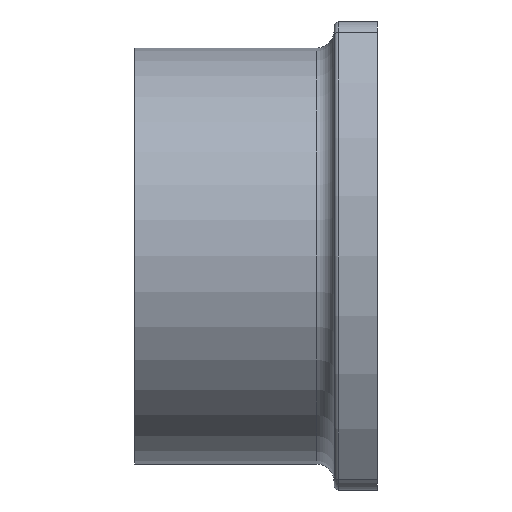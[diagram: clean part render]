
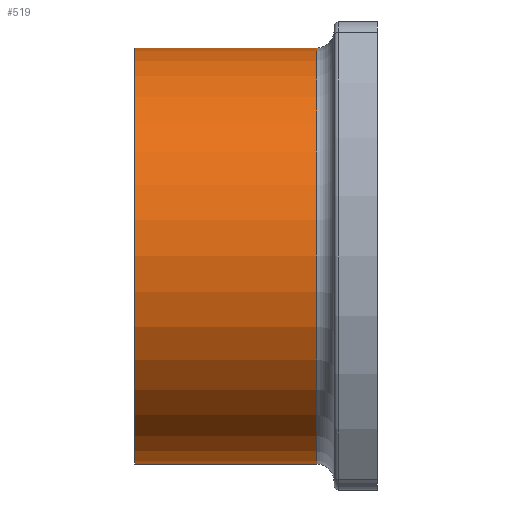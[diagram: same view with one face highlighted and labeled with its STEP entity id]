
A CAD part, left-side view. The second image highlights one B-rep face of the part: STEP entity #519.
In plain terms, the highlighted cylindrical face has radius 24 mm (diameter 48 mm), a full revolution.
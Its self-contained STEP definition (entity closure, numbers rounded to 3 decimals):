
#324 = CIRCLE ( 'NONE', #1723, 24. ) ;
#519 = ADVANCED_FACE ( 'NONE', ( #8204, #9789, #9934 ), #4133, .T. ) ;
#770 = CARTESIAN_POINT ( 'NONE',  ( 23.942, 16.718, 1.669 ) ) ;
#815 = CARTESIAN_POINT ( 'NONE',  ( 23.978, 16.165, -1.057 ) ) ;
#861 = CARTESIAN_POINT ( 'NONE',  ( 24., 15.9, 0.136 ) ) ;
#1305 = ORIENTED_EDGE ( 'NONE', *, *, #8930, .T. ) ;
#1350 = CARTESIAN_POINT ( 'NONE',  ( 0., 28., 0. ) ) ;
#1611 = CARTESIAN_POINT ( 'NONE',  ( 23.966, 19.669, 1.282 ) ) ;
#1645 = CARTESIAN_POINT ( 'NONE',  ( 23.994, 15.967, 0.544 ) ) ;
#1690 = CARTESIAN_POINT ( 'NONE',  ( 23.942, 16.72, -1.67 ) ) ;
#1723 = AXIS2_PLACEMENT_3D ( 'NONE', #1350, #5927, #8657 ) ;
#1729 = CARTESIAN_POINT ( 'NONE',  ( 23.909, 17.723, 2.086 ) ) ;
#1765 = CARTESIAN_POINT ( 'NONE',  ( 23.999, 20.087, -0.273 ) ) ;
#1890 = DIRECTION ( 'NONE',  ( 0., 1., 0. ) ) ;
#1980 = CARTESIAN_POINT ( 'NONE',  ( 23.931, 19.055, -1.821 ) ) ;
#2413 = B_SPLINE_CURVE_WITH_KNOTS ( 'NONE', 3,
 ( #4387, #11901, #8223, #2596, #6358, #2716, #10891, #1690, #8180, #5327, #815, #3549, #2668, #861, #2555, #1645, #10023, #10971, #7296, #9037, #6313, #11823, #770, #6266, #3508, #8143, #10924, #1729, #7341, #9079, #3590, #7261, #2629, #9157, #1611, #10065, #5295, #4509, #3478, #11007, #5454, #11936, #1765, #6397, #6232, #8264, #9187, #3625, #10108, #4556, #7173, #1980, #3820, #10318, #12017, #11165 ),
 .UNSPECIFIED., .T., .F.,
 ( 4, 2, 2, 2, 2, 2, 2, 2, 2, 2, 2, 2, 2, 2, 2, 2, 2, 2, 2, 2, 2, 2, 2, 2, 2, 2, 2, 4 ),
 ( 0., 0., 0.001, 0.001, 0.002, 0.002, 0.003, 0.004, 0.004, 0.005, 0.005, 0.005, 0.006, 0.006, 0.007, 0.007, 0.008, 0.009, 0.009, 0.009, 0.01, 0.01, 0.011, 0.011, 0.011, 0.012, 0.012, 0.013 ),
 .UNSPECIFIED. ) ;
#2555 = CARTESIAN_POINT ( 'NONE',  ( 23.999, 15.914, 0.275 ) ) ;
#2596 = CARTESIAN_POINT ( 'NONE',  ( 23.914, 17.456, -2.033 ) ) ;
#2601 = DIRECTION ( 'NONE',  ( 0., 0., -1. ) ) ;
#2629 = CARTESIAN_POINT ( 'NONE',  ( 23.942, 19.29, 1.68 ) ) ;
#2668 = CARTESIAN_POINT ( 'NONE',  ( 24., 15.9, -0.275 ) ) ;
#2716 = CARTESIAN_POINT ( 'NONE',  ( 23.926, 17.069, -1.887 ) ) ;
#2874 = EDGE_CURVE ( 'NONE', #9197, #9197, #324, .T. ) ;
#3018 = CARTESIAN_POINT ( 'NONE',  ( 0., 7., 24. ) ) ;
#3478 = CARTESIAN_POINT ( 'NONE',  ( 23.994, 20.033, 0.546 ) ) ;
#3508 = CARTESIAN_POINT ( 'NONE',  ( 23.926, 17.069, 1.887 ) ) ;
#3549 = CARTESIAN_POINT ( 'NONE',  ( 23.995, 15.955, -0.552 ) ) ;
#3590 = CARTESIAN_POINT ( 'NONE',  ( 23.913, 18.55, 2.045 ) ) ;
#3625 = CARTESIAN_POINT ( 'NONE',  ( 23.966, 19.671, -1.279 ) ) ;
#3820 = CARTESIAN_POINT ( 'NONE',  ( 23.926, 18.932, -1.887 ) ) ;
#3919 = CARTESIAN_POINT ( 'NONE',  ( 23.908, 18., -2.1 ) ) ;
#4133 = CYLINDRICAL_SURFACE ( 'NONE', #11966, 24. ) ;
#4387 = CARTESIAN_POINT ( 'NONE',  ( 23.908, 18., -2.1 ) ) ;
#4421 = ORIENTED_EDGE ( 'NONE', *, *, #11408, .T. ) ;
#4509 = CARTESIAN_POINT ( 'NONE',  ( 23.991, 19.992, 0.679 ) ) ;
#4556 = CARTESIAN_POINT ( 'NONE',  ( 23.948, 19.389, -1.581 ) ) ;
#4915 = EDGE_LOOP ( 'NONE', ( #4421 ) ) ;
#4981 = VERTEX_POINT ( 'NONE', #3018 ) ;
#5295 = CARTESIAN_POINT ( 'NONE',  ( 23.982, 19.886, 0.933 ) ) ;
#5327 = CARTESIAN_POINT ( 'NONE',  ( 23.966, 16.321, -1.291 ) ) ;
#5449 = CARTESIAN_POINT ( 'NONE',  ( 0., 7., 0. ) ) ;
#5454 = CARTESIAN_POINT ( 'NONE',  ( 24., 20.1, 0.141 ) ) ;
#5793 = CARTESIAN_POINT ( 'NONE',  ( 0., 28., 24. ) ) ;
#5927 = DIRECTION ( 'NONE',  ( 0., 1., 0. ) ) ;
#5983 = EDGE_LOOP ( 'NONE', ( #8873 ) ) ;
#6109 = AXIS2_PLACEMENT_3D ( 'NONE', #5449, #1890, #9349 ) ;
#6232 = CARTESIAN_POINT ( 'NONE',  ( 23.991, 19.993, -0.675 ) ) ;
#6237 = DIRECTION ( 'NONE',  ( 0., -1., 0. ) ) ;
#6266 = CARTESIAN_POINT ( 'NONE',  ( 23.931, 16.946, 1.821 ) ) ;
#6313 = CARTESIAN_POINT ( 'NONE',  ( 23.96, 16.416, 1.386 ) ) ;
#6358 = CARTESIAN_POINT ( 'NONE',  ( 23.917, 17.323, -1.993 ) ) ;
#6397 = CARTESIAN_POINT ( 'NONE',  ( 23.994, 20.033, -0.542 ) ) ;
#7173 = CARTESIAN_POINT ( 'NONE',  ( 23.942, 19.284, -1.668 ) ) ;
#7261 = CARTESIAN_POINT ( 'NONE',  ( 23.93, 19.055, 1.836 ) ) ;
#7296 = CARTESIAN_POINT ( 'NONE',  ( 23.977, 16.178, 1.053 ) ) ;
#7341 = CARTESIAN_POINT ( 'NONE',  ( 23.908, 17.862, 2.1 ) ) ;
#8143 = CARTESIAN_POINT ( 'NONE',  ( 23.917, 17.323, 1.993 ) ) ;
#8147 = CARTESIAN_POINT ( 'NONE',  ( 0., 28., 0. ) ) ;
#8180 = CARTESIAN_POINT ( 'NONE',  ( 23.948, 16.612, -1.582 ) ) ;
#8204 = FACE_BOUND ( 'NONE', #4915, .T. ) ;
#8223 = CARTESIAN_POINT ( 'NONE',  ( 23.909, 17.725, -2.086 ) ) ;
#8264 = CARTESIAN_POINT ( 'NONE',  ( 23.982, 19.888, -0.93 ) ) ;
#8657 = DIRECTION ( 'NONE',  ( 0., 0., 1. ) ) ;
#8873 = ORIENTED_EDGE ( 'NONE', *, *, #2874, .F. ) ;
#8930 = EDGE_CURVE ( 'NONE', #4981, #4981, #11698, .T. ) ;
#9037 = CARTESIAN_POINT ( 'NONE',  ( 23.966, 16.33, 1.28 ) ) ;
#9079 = CARTESIAN_POINT ( 'NONE',  ( 23.908, 18.273, 2.1 ) ) ;
#9157 = CARTESIAN_POINT ( 'NONE',  ( 23.96, 19.58, 1.39 ) ) ;
#9187 = CARTESIAN_POINT ( 'NONE',  ( 23.977, 19.824, -1.05 ) ) ;
#9197 = VERTEX_POINT ( 'NONE', #5793 ) ;
#9349 = DIRECTION ( 'NONE',  ( 0., 0., 1. ) ) ;
#9633 = VERTEX_POINT ( 'NONE', #3919 ) ;
#9789 = FACE_OUTER_BOUND ( 'NONE', #9942, .T. ) ;
#9934 = FACE_OUTER_BOUND ( 'NONE', #5983, .T. ) ;
#9942 = EDGE_LOOP ( 'NONE', ( #1305 ) ) ;
#10023 = CARTESIAN_POINT ( 'NONE',  ( 23.991, 16.007, 0.675 ) ) ;
#10065 = CARTESIAN_POINT ( 'NONE',  ( 23.977, 19.822, 1.054 ) ) ;
#10108 = CARTESIAN_POINT ( 'NONE',  ( 23.96, 19.583, -1.387 ) ) ;
#10318 = CARTESIAN_POINT ( 'NONE',  ( 23.913, 18.553, -2.044 ) ) ;
#10891 = CARTESIAN_POINT ( 'NONE',  ( 23.931, 16.948, -1.823 ) ) ;
#10924 = CARTESIAN_POINT ( 'NONE',  ( 23.914, 17.454, 2.032 ) ) ;
#10971 = CARTESIAN_POINT ( 'NONE',  ( 23.982, 16.112, 0.93 ) ) ;
#11007 = CARTESIAN_POINT ( 'NONE',  ( 23.999, 20.086, 0.277 ) ) ;
#11165 = CARTESIAN_POINT ( 'NONE',  ( 23.908, 18., -2.1 ) ) ;
#11408 = EDGE_CURVE ( 'NONE', #9633, #9633, #2413, .T. ) ;
#11698 = CIRCLE ( 'NONE', #6109, 24. ) ;
#11823 = CARTESIAN_POINT ( 'NONE',  ( 23.948, 16.612, 1.582 ) ) ;
#11901 = CARTESIAN_POINT ( 'NONE',  ( 23.908, 17.861, -2.1 ) ) ;
#11936 = CARTESIAN_POINT ( 'NONE',  ( 24., 20.1, -0.137 ) ) ;
#11966 = AXIS2_PLACEMENT_3D ( 'NONE', #8147, #6237, #2601 ) ;
#12017 = CARTESIAN_POINT ( 'NONE',  ( 23.908, 18.278, -2.1 ) ) ;
